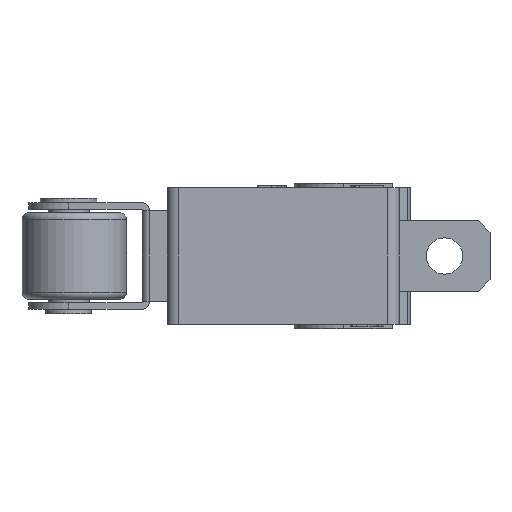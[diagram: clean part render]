
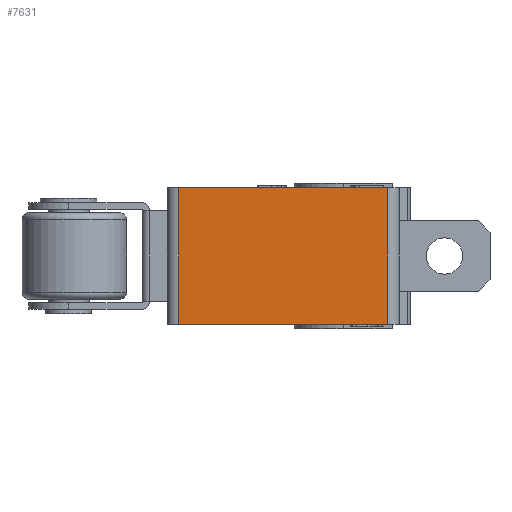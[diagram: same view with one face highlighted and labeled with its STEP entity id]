
A CAD part, left-side view. The second image highlights one B-rep face of the part: STEP entity #7631.
In plain terms, the highlighted planar face has unit normal (-1, 0, 0).
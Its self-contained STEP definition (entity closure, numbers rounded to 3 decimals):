
#1036=FACE_OUTER_BOUND('',#1475,.T.);
#1475=EDGE_LOOP('',(#6561,#6562,#6563,#6564));
#2133=LINE('',#13531,#2862);
#2149=LINE('',#13577,#2878);
#2150=LINE('',#13580,#2879);
#2151=LINE('',#13581,#2880);
#2862=VECTOR('',#9008,10.);
#2878=VECTOR('',#9050,10.);
#2879=VECTOR('',#9053,10.);
#2880=VECTOR('',#9054,10.);
#3637=VERTEX_POINT('',#13528);
#3638=VERTEX_POINT('',#13530);
#3654=VERTEX_POINT('',#13573);
#3656=VERTEX_POINT('',#13579);
#4652=EDGE_CURVE('',#3638,#3637,#2133,.T.);
#4676=EDGE_CURVE('',#3638,#3654,#2149,.T.);
#4677=EDGE_CURVE('',#3656,#3637,#2150,.T.);
#4678=EDGE_CURVE('',#3654,#3656,#2151,.T.);
#6561=ORIENTED_EDGE('',*,*,#4676,.F.);
#6562=ORIENTED_EDGE('',*,*,#4652,.T.);
#6563=ORIENTED_EDGE('',*,*,#4677,.F.);
#6564=ORIENTED_EDGE('',*,*,#4678,.F.);
#7241=PLANE('',#7949);
#7631=ADVANCED_FACE('',(#1036),#7241,.T.);
#7949=AXIS2_PLACEMENT_3D('',#13578,#9051,#9052);
#9008=DIRECTION('',(0.,1.,0.));
#9050=DIRECTION('',(0.,0.,-1.));
#9051=DIRECTION('center_axis',(-1.,0.,0.));
#9052=DIRECTION('ref_axis',(0.,1.,0.));
#9053=DIRECTION('',(0.,0.,1.));
#9054=DIRECTION('',(0.,1.,0.));
#13528=CARTESIAN_POINT('',(-10.,4.6,0.));
#13530=CARTESIAN_POINT('',(-10.,-4.6,0.));
#13531=CARTESIAN_POINT('',(-10.,-5.1,0.));
#13573=CARTESIAN_POINT('',(-10.,-4.6,-6.));
#13577=CARTESIAN_POINT('',(-10.,-4.6,0.));
#13578=CARTESIAN_POINT('Origin',(-10.,-5.1,0.));
#13579=CARTESIAN_POINT('',(-10.,4.6,-6.));
#13580=CARTESIAN_POINT('',(-10.,4.6,0.));
#13581=CARTESIAN_POINT('',(-10.,-5.1,-6.));
